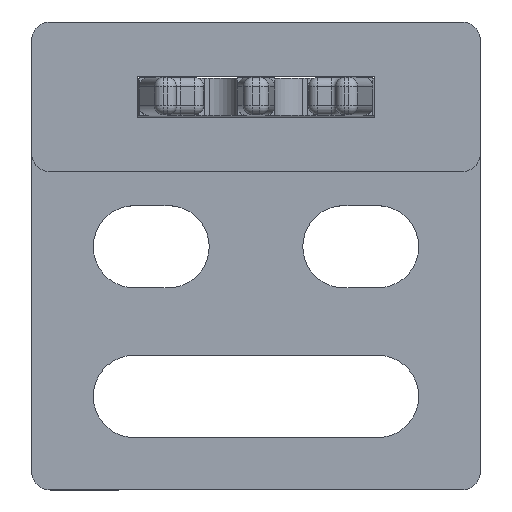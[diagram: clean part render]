
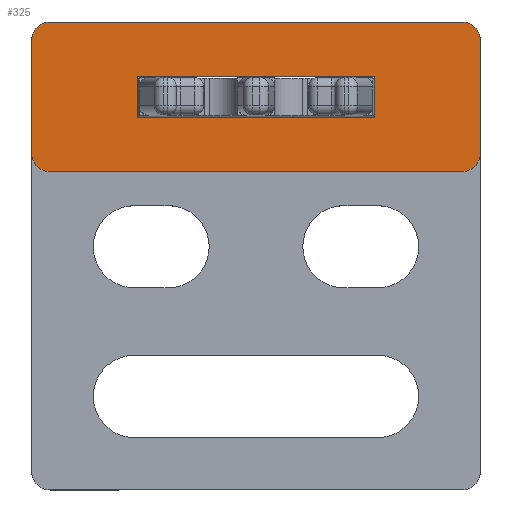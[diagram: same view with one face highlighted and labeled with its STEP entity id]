
A CAD part, top view. The second image highlights one B-rep face of the part: STEP entity #325.
In plain terms, the highlighted planar face has unit normal (0, 0, 1).
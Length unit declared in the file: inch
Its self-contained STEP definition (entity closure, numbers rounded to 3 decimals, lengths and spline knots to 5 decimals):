
#106 = ORIENTED_EDGE ( 'NONE', *, *, #1011, .F. ) ;
#113 = DIRECTION ( 'NONE',  ( 0., 0., -1. ) ) ;
#243 = FACE_BOUND ( 'NONE', #1523, .T. ) ;
#260 = DIRECTION ( 'NONE',  ( 0., 1., 0. ) ) ;
#294 = AXIS2_PLACEMENT_3D ( 'NONE', #3150, #716, #3903 ) ;
#325 = ADVANCED_FACE ( 'NONE', ( #3789, #243 ), #4281, .T. ) ;
#425 = CARTESIAN_POINT ( 'NONE',  ( -0.25, 0.78346, 0.39764 ) ) ;
#454 = CARTESIAN_POINT ( 'NONE',  ( 0.47244, 0.94488, 0.39764 ) ) ;
#574 = VERTEX_POINT ( 'NONE', #4961 ) ;
#689 = ORIENTED_EDGE ( 'NONE', *, *, #1328, .F. ) ;
#716 = DIRECTION ( 'NONE',  ( 0., 0., -1. ) ) ;
#819 = ORIENTED_EDGE ( 'NONE', *, *, #4654, .T. ) ;
#925 = DIRECTION ( 'NONE',  ( -1., 0., 0. ) ) ;
#951 = CARTESIAN_POINT ( 'NONE',  ( 0.43307, 0.66929, 0.39764 ) ) ;
#952 = CIRCLE ( 'NONE', #3513, 0.03937 ) ;
#1011 = EDGE_CURVE ( 'NONE', #1032, #1681, #4476, .T. ) ;
#1032 = VERTEX_POINT ( 'NONE', #951 ) ;
#1081 = EDGE_CURVE ( 'NONE', #4052, #4514, #952, .T. ) ;
#1131 = DIRECTION ( 'NONE',  ( 1., 0., 0. ) ) ;
#1167 = LINE ( 'NONE', #4325, #3849 ) ;
#1208 = LINE ( 'NONE', #3926, #2770 ) ;
#1296 = EDGE_CURVE ( 'NONE', #3064, #2848, #1208, .T. ) ;
#1318 = CARTESIAN_POINT ( 'NONE',  ( 0.43307, 0.94488, 0.39764 ) ) ;
#1326 = VERTEX_POINT ( 'NONE', #3975 ) ;
#1328 = EDGE_CURVE ( 'NONE', #1326, #1032, #3434, .T. ) ;
#1384 = VECTOR ( 'NONE', #4609, 39.37008 ) ;
#1480 = LINE ( 'NONE', #1787, #4116 ) ;
#1510 = CARTESIAN_POINT ( 'NONE',  ( 0., 0.82677, 0.39764 ) ) ;
#1523 = EDGE_LOOP ( 'NONE', ( #4141, #5057, #819, #4792 ) ) ;
#1533 = DIRECTION ( 'NONE',  ( 1., 0., 0. ) ) ;
#1546 = EDGE_CURVE ( 'NONE', #1681, #2674, #2116, .T. ) ;
#1681 = VERTEX_POINT ( 'NONE', #1830 ) ;
#1705 = CARTESIAN_POINT ( 'NONE',  ( -0.43307, 0.98425, 0.39764 ) ) ;
#1749 = ORIENTED_EDGE ( 'NONE', *, *, #2407, .F. ) ;
#1787 = CARTESIAN_POINT ( 'NONE',  ( -0.25, 0.87008, 0.39764 ) ) ;
#1830 = CARTESIAN_POINT ( 'NONE',  ( -0.43307, 0.66929, 0.39764 ) ) ;
#1876 = DIRECTION ( 'NONE',  ( 0., 0., 1. ) ) ;
#2002 = VERTEX_POINT ( 'NONE', #5094 ) ;
#2116 = CIRCLE ( 'NONE', #4679, 0.03937 ) ;
#2180 = LINE ( 'NONE', #3731, #3622 ) ;
#2302 = CIRCLE ( 'NONE', #3125, 0.03937 ) ;
#2321 = DIRECTION ( 'NONE',  ( -1., 0., 0. ) ) ;
#2336 = ORIENTED_EDGE ( 'NONE', *, *, #4146, .F. ) ;
#2339 = ORIENTED_EDGE ( 'NONE', *, *, #3139, .F. ) ;
#2379 = LINE ( 'NONE', #425, #4528 ) ;
#2407 = EDGE_CURVE ( 'NONE', #4503, #4052, #1167, .T. ) ;
#2508 = DIRECTION ( 'NONE',  ( -1., 0., 0. ) ) ;
#2572 = ORIENTED_EDGE ( 'NONE', *, *, #1546, .F. ) ;
#2602 = DIRECTION ( 'NONE',  ( 1., 0., 0. ) ) ;
#2617 = AXIS2_PLACEMENT_3D ( 'NONE', #1510, #1876, #1533 ) ;
#2674 = VERTEX_POINT ( 'NONE', #4615 ) ;
#2770 = VECTOR ( 'NONE', #1131, 39.37008 ) ;
#2848 = VERTEX_POINT ( 'NONE', #2863 ) ;
#2863 = CARTESIAN_POINT ( 'NONE',  ( 0.25, 0.87008, 0.39764 ) ) ;
#2895 = DIRECTION ( 'NONE',  ( 0., 0., -1. ) ) ;
#2971 = EDGE_CURVE ( 'NONE', #574, #3721, #2379, .T. ) ;
#2998 = DIRECTION ( 'NONE',  ( 0., -1., 0. ) ) ;
#3014 = VECTOR ( 'NONE', #2508, 39.37008 ) ;
#3064 = VERTEX_POINT ( 'NONE', #4192 ) ;
#3065 = DIRECTION ( 'NONE',  ( 0., 0., -1. ) ) ;
#3079 = LINE ( 'NONE', #4143, #3370 ) ;
#3125 = AXIS2_PLACEMENT_3D ( 'NONE', #4703, #3065, #2321 ) ;
#3139 = EDGE_CURVE ( 'NONE', #4514, #1326, #4316, .T. ) ;
#3150 = CARTESIAN_POINT ( 'NONE',  ( 0.43307, 0.70866, 0.39764 ) ) ;
#3299 = ORIENTED_EDGE ( 'NONE', *, *, #1081, .F. ) ;
#3317 = DIRECTION ( 'NONE',  ( 0., 1., 0. ) ) ;
#3370 = VECTOR ( 'NONE', #2998, 39.37008 ) ;
#3434 = CIRCLE ( 'NONE', #294, 0.03937 ) ;
#3485 = EDGE_CURVE ( 'NONE', #2002, #4503, #2302, .T. ) ;
#3513 = AXIS2_PLACEMENT_3D ( 'NONE', #1318, #2895, #925 ) ;
#3622 = VECTOR ( 'NONE', #3317, 39.37008 ) ;
#3655 = CARTESIAN_POINT ( 'NONE',  ( -0.43307, 0.70866, 0.39764 ) ) ;
#3686 = DIRECTION ( 'NONE',  ( -1., 0., 0. ) ) ;
#3721 = VERTEX_POINT ( 'NONE', #4995 ) ;
#3731 = CARTESIAN_POINT ( 'NONE',  ( -0.47244, 0.98425, 0.39764 ) ) ;
#3738 = EDGE_LOOP ( 'NONE', ( #3299, #1749, #3946, #2336, #2572, #106, #689, #2339 ) ) ;
#3789 = FACE_OUTER_BOUND ( 'NONE', #3738, .T. ) ;
#3849 = VECTOR ( 'NONE', #2602, 39.37008 ) ;
#3903 = DIRECTION ( 'NONE',  ( -1., 0., 0. ) ) ;
#3926 = CARTESIAN_POINT ( 'NONE',  ( 0.25, 0.87008, 0.39764 ) ) ;
#3946 = ORIENTED_EDGE ( 'NONE', *, *, #3485, .F. ) ;
#3975 = CARTESIAN_POINT ( 'NONE',  ( 0.47244, 0.70866, 0.39764 ) ) ;
#4031 = DIRECTION ( 'NONE',  ( -1., 0., 0. ) ) ;
#4052 = VERTEX_POINT ( 'NONE', #4356 ) ;
#4059 = CARTESIAN_POINT ( 'NONE',  ( -0.47244, 0.66929, 0.39764 ) ) ;
#4116 = VECTOR ( 'NONE', #260, 39.37008 ) ;
#4141 = ORIENTED_EDGE ( 'NONE', *, *, #4568, .T. ) ;
#4143 = CARTESIAN_POINT ( 'NONE',  ( 0.25, 0.78346, 0.39764 ) ) ;
#4146 = EDGE_CURVE ( 'NONE', #2674, #2002, #2180, .T. ) ;
#4192 = CARTESIAN_POINT ( 'NONE',  ( -0.25, 0.87008, 0.39764 ) ) ;
#4281 = PLANE ( 'NONE',  #2617 ) ;
#4316 = LINE ( 'NONE', #5028, #1384 ) ;
#4325 = CARTESIAN_POINT ( 'NONE',  ( 0.47244, 0.98425, 0.39764 ) ) ;
#4356 = CARTESIAN_POINT ( 'NONE',  ( 0.43307, 0.98425, 0.39764 ) ) ;
#4476 = LINE ( 'NONE', #4059, #3014 ) ;
#4503 = VERTEX_POINT ( 'NONE', #1705 ) ;
#4514 = VERTEX_POINT ( 'NONE', #454 ) ;
#4528 = VECTOR ( 'NONE', #4031, 39.37008 ) ;
#4568 = EDGE_CURVE ( 'NONE', #2848, #574, #3079, .T. ) ;
#4609 = DIRECTION ( 'NONE',  ( 0., -1., 0. ) ) ;
#4615 = CARTESIAN_POINT ( 'NONE',  ( -0.47244, 0.70866, 0.39764 ) ) ;
#4654 = EDGE_CURVE ( 'NONE', #3721, #3064, #1480, .T. ) ;
#4679 = AXIS2_PLACEMENT_3D ( 'NONE', #3655, #113, #3686 ) ;
#4703 = CARTESIAN_POINT ( 'NONE',  ( -0.43307, 0.94488, 0.39764 ) ) ;
#4792 = ORIENTED_EDGE ( 'NONE', *, *, #1296, .T. ) ;
#4961 = CARTESIAN_POINT ( 'NONE',  ( 0.25, 0.78346, 0.39764 ) ) ;
#4995 = CARTESIAN_POINT ( 'NONE',  ( -0.25, 0.78346, 0.39764 ) ) ;
#5028 = CARTESIAN_POINT ( 'NONE',  ( 0.47244, 0.66929, 0.39764 ) ) ;
#5057 = ORIENTED_EDGE ( 'NONE', *, *, #2971, .T. ) ;
#5094 = CARTESIAN_POINT ( 'NONE',  ( -0.47244, 0.94488, 0.39764 ) ) ;
